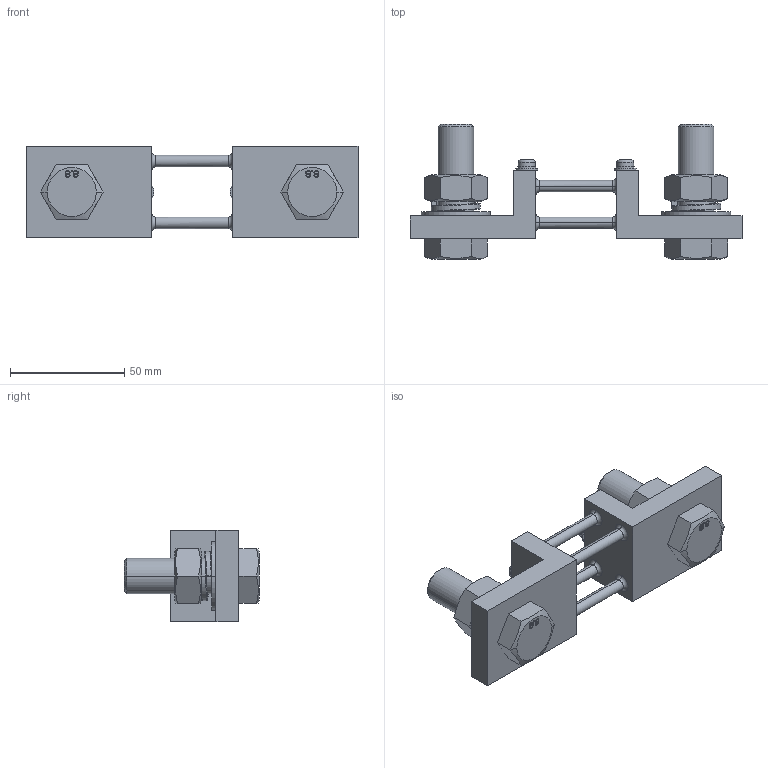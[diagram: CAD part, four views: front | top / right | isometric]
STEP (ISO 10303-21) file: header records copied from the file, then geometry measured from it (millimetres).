
FILE_DESCRIPTION((''),'2;1');
FILE_NAME('SH_300A_60MV','2017-09-13T',('bcollados'),(''),'CREO PARAMETRIC BY PTC INC, 2015290','CREO PARAMETRIC BY PTC INC, 2015290','');
FILE_SCHEMA(('AUTOMOTIVE_DESIGN { 1 0 10303 214 1 1 1 1 }'));
Length unit declared in the file: metre
Products named in the file (1): SH_300A_60MV
Bounding box: 145 x 59.1 x 40 mm (x, y, z)
Surface area: 30778.2 mm2 (no closed solid volume)
Topology: 0 solids, 42 shells, 441 faces, 2638 edges, 2234 vertices
Faces by surface type: plane 345, cylinder 44, torus 20, cone 16, bspline 16
Entity records: 36352 total; most frequent: CARTESIAN_POINT 12010, ORIENTED_EDGE 3702, DIRECTION 3552, EDGE_CURVE 2638, VECTOR 2350, LINE 2350, VERTEX_POINT 2234, COLOUR_RGB 1576
